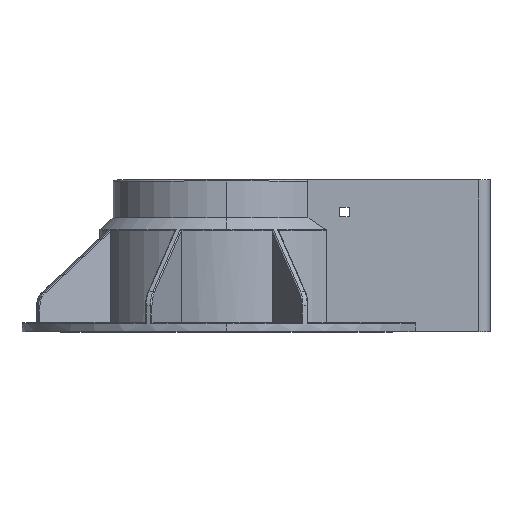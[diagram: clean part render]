
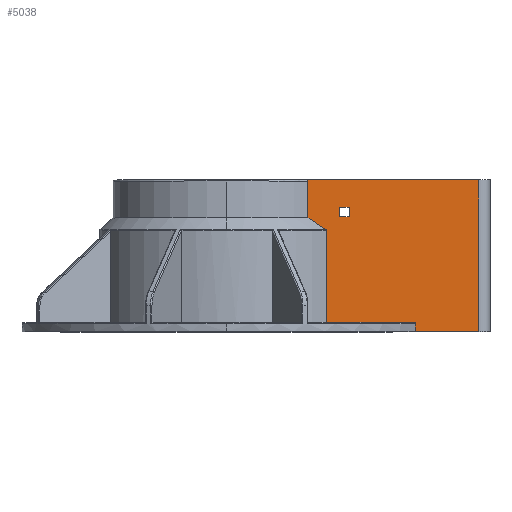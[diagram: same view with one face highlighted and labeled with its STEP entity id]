
A CAD part, top view. The second image highlights one B-rep face of the part: STEP entity #5038.
In plain terms, the highlighted planar face has unit normal (0, 0, 1).
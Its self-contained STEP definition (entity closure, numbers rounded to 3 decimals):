
#6 = VERTEX_POINT ( 'NONE', #6443 ) ;
#160 = CARTESIAN_POINT ( 'NONE',  ( 35.707, 50., 35. ) ) ;
#267 = CARTESIAN_POINT ( 'NONE',  ( 53.807, 50.5, 35. ) ) ;
#271 = CARTESIAN_POINT ( 'NONE',  ( 38.336, 48.357, 35. ) ) ;
#322 = VERTEX_POINT ( 'NONE', #5475 ) ;
#386 = EDGE_CURVE ( 'NONE', #3900, #9064, #8664, .T. ) ;
#453 = CARTESIAN_POINT ( 'NONE',  ( 43.496, 44.899, 35. ) ) ;
#571 = ORIENTED_EDGE ( 'NONE', *, *, #3763, .T. ) ;
#573 = VECTOR ( 'NONE', #2265, 1000. ) ;
#574 = ORIENTED_EDGE ( 'NONE', *, *, #4365, .F. ) ;
#595 = DIRECTION ( 'NONE',  ( 0., -1., 0. ) ) ;
#606 = VECTOR ( 'NONE', #1391, 1000. ) ;
#611 = CARTESIAN_POINT ( 'NONE',  ( 35.39, 66.623, 35. ) ) ;
#626 = ORIENTED_EDGE ( 'NONE', *, *, #2846, .F. ) ;
#628 = CARTESIAN_POINT ( 'NONE',  ( 82.916, 0., 35. ) ) ;
#715 = CARTESIAN_POINT ( 'NONE',  ( 82.373, 4., 35. ) ) ;
#824 = CARTESIAN_POINT ( 'NONE',  ( 82.916, 0., 35. ) ) ;
#832 = B_SPLINE_CURVE_WITH_KNOTS ( 'NONE', 3,
 ( #2272, #5791, #271, #4448 ),
 .UNSPECIFIED., .F., .F.,
 ( 4, 4 ),
 ( 0.049, 0.059 ),
 .UNSPECIFIED. ) ;
#904 = EDGE_LOOP ( 'NONE', ( #2942, #3303, #2103, #1414, #4941, #3685, #571, #4583, #6670, #8765, #6428 ) ) ;
#951 = EDGE_CURVE ( 'NONE', #7852, #4011, #2511, .T. ) ;
#967 = EDGE_CURVE ( 'NONE', #7955, #2233, #8372, .T. ) ;
#1016 = CARTESIAN_POINT ( 'NONE',  ( 82.916, 3.5, 35. ) ) ;
#1039 = CARTESIAN_POINT ( 'NONE',  ( 35.004, 66.7, 35. ) ) ;
#1346 = CARTESIAN_POINT ( 'NONE',  ( 35.679, 66.358, 35. ) ) ;
#1391 = DIRECTION ( 'NONE',  ( 1., 0., 0. ) ) ;
#1414 = ORIENTED_EDGE ( 'NONE', *, *, #6179, .F. ) ;
#1489 = CARTESIAN_POINT ( 'NONE',  ( 35.004, 66.7, 35. ) ) ;
#1491 = DIRECTION ( 'NONE',  ( -1., 0., 0. ) ) ;
#1624 = VECTOR ( 'NONE', #2574, 1000. ) ;
#1802 = VECTOR ( 'NONE', #8790, 1000. ) ;
#1924 = EDGE_CURVE ( 'NONE', #9064, #6694, #5131, .T. ) ;
#2103 = ORIENTED_EDGE ( 'NONE', *, *, #967, .T. ) ;
#2233 = VERTEX_POINT ( 'NONE', #160 ) ;
#2265 = DIRECTION ( 'NONE',  ( 0., -1., 0. ) ) ;
#2272 = CARTESIAN_POINT ( 'NONE',  ( 43.496, 44.899, 35. ) ) ;
#2314 = CARTESIAN_POINT ( 'NONE',  ( 35.707, 54.7, 35. ) ) ;
#2349 = VECTOR ( 'NONE', #7175, 1000. ) ;
#2351 = CARTESIAN_POINT ( 'NONE',  ( 82.916, 3.638, 35. ) ) ;
#2493 = CARTESIAN_POINT ( 'NONE',  ( 43.613, 44.802, 35. ) ) ;
#2507 = FACE_OUTER_BOUND ( 'NONE', #904, .T. ) ;
#2511 = B_SPLINE_CURVE_WITH_KNOTS ( 'NONE', 3,
 ( #453, #8794, #2493, #6611, #3894, #3281 ),
 .UNSPECIFIED., .F., .F.,
 ( 4, 2, 4 ),
 ( 0., 0., 0. ),
 .UNSPECIFIED. ) ;
#2574 = DIRECTION ( 'NONE',  ( 1., 0., 0. ) ) ;
#2641 = VECTOR ( 'NONE', #1491, 1000. ) ;
#2684 = CARTESIAN_POINT ( 'NONE',  ( 35.707, 66.2, 35. ) ) ;
#2789 = CARTESIAN_POINT ( 'NONE',  ( 35.083, 66.7, 35. ) ) ;
#2830 = EDGE_CURVE ( 'NONE', #7788, #3643, #8563, .T. ) ;
#2846 = EDGE_CURVE ( 'NONE', #4394, #3900, #4393, .T. ) ;
#2915 = DIRECTION ( 'NONE',  ( 0., 1., 0. ) ) ;
#2942 = ORIENTED_EDGE ( 'NONE', *, *, #2830, .T. ) ;
#3094 = CARTESIAN_POINT ( 'NONE',  ( 82.51, 4., 35. ) ) ;
#3278 = CARTESIAN_POINT ( 'NONE',  ( 110.707, 0., 35. ) ) ;
#3281 = CARTESIAN_POINT ( 'NONE',  ( 43.715, 44.523, 35. ) ) ;
#3303 = ORIENTED_EDGE ( 'NONE', *, *, #6067, .T. ) ;
#3440 = CARTESIAN_POINT ( 'NONE',  ( 35.525, 66.542, 35. ) ) ;
#3518 = LINE ( 'NONE', #9166, #4190 ) ;
#3528 = CARTESIAN_POINT ( 'NONE',  ( 35.161, 66.691, 35. ) ) ;
#3643 = VERTEX_POINT ( 'NONE', #1039 ) ;
#3685 = ORIENTED_EDGE ( 'NONE', *, *, #6581, .T. ) ;
#3763 = EDGE_CURVE ( 'NONE', #5117, #9009, #4745, .T. ) ;
#3894 = CARTESIAN_POINT ( 'NONE',  ( 43.715, 44.599, 35. ) ) ;
#3900 = VERTEX_POINT ( 'NONE', #7096 ) ;
#4011 = VERTEX_POINT ( 'NONE', #7933 ) ;
#4190 = VECTOR ( 'NONE', #5647, 1000. ) ;
#4225 = CARTESIAN_POINT ( 'NONE',  ( 35.707, 66.2, 35. ) ) ;
#4264 = CARTESIAN_POINT ( 'NONE',  ( 53.807, 237.243, 35. ) ) ;
#4315 = CARTESIAN_POINT ( 'NONE',  ( 35.707, 66.28, 35. ) ) ;
#4365 = EDGE_CURVE ( 'NONE', #6694, #4394, #9083, .T. ) ;
#4393 = LINE ( 'NONE', #4264, #6199 ) ;
#4394 = VERTEX_POINT ( 'NONE', #267 ) ;
#4448 = CARTESIAN_POINT ( 'NONE',  ( 35.707, 50., 35. ) ) ;
#4455 = B_SPLINE_CURVE_WITH_KNOTS ( 'NONE', 3,
 ( #1489, #2789, #3528, #6351, #611, #3440, #8387, #1346, #4315, #4225 ),
 .UNSPECIFIED., .F., .F.,
 ( 4, 2, 2, 2, 4 ),
 ( 0., 0., 0., 0.001, 0.001 ),
 .UNSPECIFIED. ) ;
#4502 = CARTESIAN_POINT ( 'NONE',  ( 43.715, 4., 35. ) ) ;
#4533 = CARTESIAN_POINT ( 'NONE',  ( 82.646, 3.952, 35. ) ) ;
#4572 = CARTESIAN_POINT ( 'NONE',  ( 43.496, 44.899, 35. ) ) ;
#4583 = ORIENTED_EDGE ( 'NONE', *, *, #8944, .T. ) ;
#4695 = CARTESIAN_POINT ( 'NONE',  ( 0., 4., 35. ) ) ;
#4745 = LINE ( 'NONE', #4695, #1624 ) ;
#4752 = DIRECTION ( 'NONE',  ( 0., 1., 0. ) ) ;
#4941 = ORIENTED_EDGE ( 'NONE', *, *, #951, .T. ) ;
#5038 = ADVANCED_FACE ( 'NONE', ( #5928, #2507 ), #6764, .T. ) ;
#5117 = VERTEX_POINT ( 'NONE', #4502 ) ;
#5131 = LINE ( 'NONE', #9170, #573 ) ;
#5475 = CARTESIAN_POINT ( 'NONE',  ( 110.707, 0., 35. ) ) ;
#5476 = DIRECTION ( 'NONE',  ( 0., -1., 0. ) ) ;
#5594 = EDGE_CURVE ( 'NONE', #7765, #322, #5997, .T. ) ;
#5647 = DIRECTION ( 'NONE',  ( 0., -1., 0. ) ) ;
#5791 = CARTESIAN_POINT ( 'NONE',  ( 40.929, 46.649, 35. ) ) ;
#5928 = FACE_BOUND ( 'NONE', #7673, .T. ) ;
#5997 = LINE ( 'NONE', #3278, #1802 ) ;
#6067 = EDGE_CURVE ( 'NONE', #3643, #7955, #4455, .T. ) ;
#6124 = CARTESIAN_POINT ( 'NONE',  ( 110.707, 237.243, 35. ) ) ;
#6179 = EDGE_CURVE ( 'NONE', #7852, #2233, #832, .T. ) ;
#6199 = VECTOR ( 'NONE', #2915, 1000. ) ;
#6351 = CARTESIAN_POINT ( 'NONE',  ( 35.315, 66.653, 35. ) ) ;
#6428 = ORIENTED_EDGE ( 'NONE', *, *, #7586, .F. ) ;
#6432 = CARTESIAN_POINT ( 'NONE',  ( 35.707, 50.5, 35. ) ) ;
#6443 = CARTESIAN_POINT ( 'NONE',  ( 82.916, 3.5, 35. ) ) ;
#6581 = EDGE_CURVE ( 'NONE', #4011, #5117, #3518, .T. ) ;
#6611 = CARTESIAN_POINT ( 'NONE',  ( 43.692, 44.674, 35. ) ) ;
#6626 = DIRECTION ( 'NONE',  ( 1., 0., 0. ) ) ;
#6658 = CARTESIAN_POINT ( 'NONE',  ( 49.607, 50.5, 35. ) ) ;
#6670 = ORIENTED_EDGE ( 'NONE', *, *, #7284, .F. ) ;
#6694 = VERTEX_POINT ( 'NONE', #6658 ) ;
#6764 = PLANE ( 'NONE',  #9033 ) ;
#7096 = CARTESIAN_POINT ( 'NONE',  ( 53.807, 54.7, 35. ) ) ;
#7175 = DIRECTION ( 'NONE',  ( -1., 0., 0. ) ) ;
#7284 = EDGE_CURVE ( 'NONE', #7765, #6, #8965, .T. ) ;
#7311 = CARTESIAN_POINT ( 'NONE',  ( 110.707, 66.7, 35. ) ) ;
#7355 = CARTESIAN_POINT ( 'NONE',  ( 82.851, 3.77, 35. ) ) ;
#7583 = ORIENTED_EDGE ( 'NONE', *, *, #1924, .F. ) ;
#7586 = EDGE_CURVE ( 'NONE', #7788, #322, #8994, .T. ) ;
#7673 = EDGE_LOOP ( 'NONE', ( #626, #574, #7583, #8327 ) ) ;
#7765 = VERTEX_POINT ( 'NONE', #824 ) ;
#7788 = VERTEX_POINT ( 'NONE', #7311 ) ;
#7852 = VERTEX_POINT ( 'NONE', #4572 ) ;
#7879 = CARTESIAN_POINT ( 'NONE',  ( 110.707, 66.7, 35. ) ) ;
#7933 = CARTESIAN_POINT ( 'NONE',  ( 43.715, 44.523, 35. ) ) ;
#7955 = VERTEX_POINT ( 'NONE', #2684 ) ;
#8024 = CARTESIAN_POINT ( 'NONE',  ( 35.707, 237.243, 35. ) ) ;
#8327 = ORIENTED_EDGE ( 'NONE', *, *, #386, .F. ) ;
#8331 = CARTESIAN_POINT ( 'NONE',  ( 35.707, 237.243, 35. ) ) ;
#8372 = LINE ( 'NONE', #8331, #8540 ) ;
#8387 = CARTESIAN_POINT ( 'NONE',  ( 35.587, 66.489, 35. ) ) ;
#8479 = B_SPLINE_CURVE_WITH_KNOTS ( 'NONE', 3,
 ( #8698, #3094, #4533, #7355, #2351, #1016 ),
 .UNSPECIFIED., .F., .F.,
 ( 4, 2, 4 ),
 ( 0., 0., 0.001 ),
 .UNSPECIFIED. ) ;
#8537 = CARTESIAN_POINT ( 'NONE',  ( 49.607, 54.7, 35. ) ) ;
#8540 = VECTOR ( 'NONE', #595, 1000. ) ;
#8563 = LINE ( 'NONE', #7879, #2349 ) ;
#8664 = LINE ( 'NONE', #2314, #2641 ) ;
#8698 = CARTESIAN_POINT ( 'NONE',  ( 82.373, 4., 35. ) ) ;
#8750 = VECTOR ( 'NONE', #5476, 1000. ) ;
#8756 = DIRECTION ( 'NONE',  ( 0., 0., 1. ) ) ;
#8765 = ORIENTED_EDGE ( 'NONE', *, *, #5594, .T. ) ;
#8790 = DIRECTION ( 'NONE',  ( 1., 0., 0. ) ) ;
#8794 = CARTESIAN_POINT ( 'NONE',  ( 43.559, 44.857, 35. ) ) ;
#8898 = VECTOR ( 'NONE', #4752, 1000. ) ;
#8944 = EDGE_CURVE ( 'NONE', #9009, #6, #8479, .T. ) ;
#8965 = LINE ( 'NONE', #628, #8898 ) ;
#8994 = LINE ( 'NONE', #6124, #8750 ) ;
#9009 = VERTEX_POINT ( 'NONE', #715 ) ;
#9033 = AXIS2_PLACEMENT_3D ( 'NONE', #8024, #8756, #6626 ) ;
#9064 = VERTEX_POINT ( 'NONE', #8537 ) ;
#9083 = LINE ( 'NONE', #6432, #606 ) ;
#9166 = CARTESIAN_POINT ( 'NONE',  ( 43.715, 66.7, 35. ) ) ;
#9170 = CARTESIAN_POINT ( 'NONE',  ( 49.607, 237.243, 35. ) ) ;
